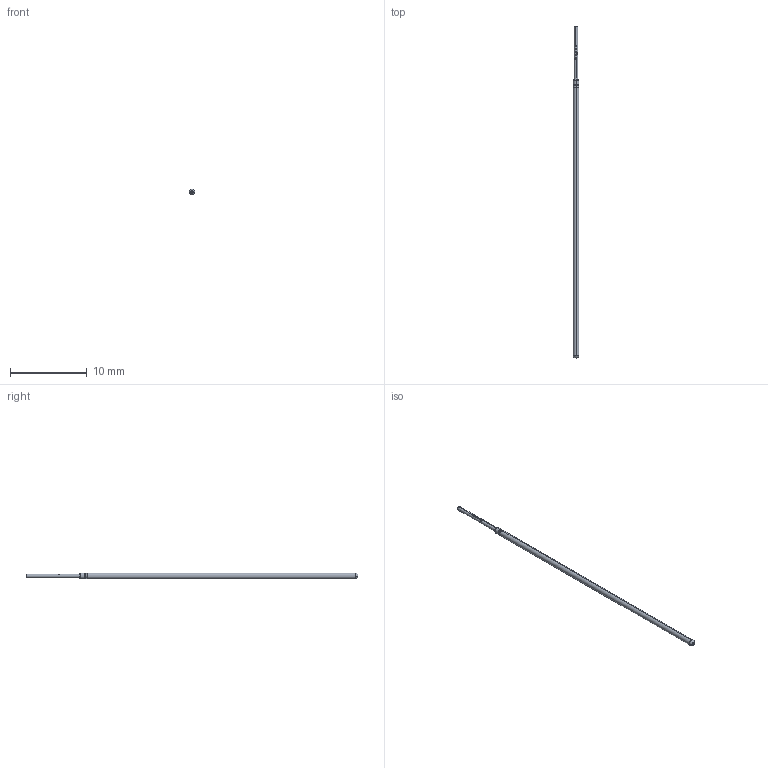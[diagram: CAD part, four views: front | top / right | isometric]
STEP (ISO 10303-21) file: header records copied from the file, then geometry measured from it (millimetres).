
FILE_DESCRIPTION (( 'STEP AP203' ), '1' );
FILE_NAME ('INGUN_GKS-050_303_050_A_xx00.STEP', '2021-09-14T08:35:04', ( 'ochi' ), ( '' ), 'SwSTEP 2.0', 'SolidWorks 2018', '' );
FILE_SCHEMA (( 'CONFIG_CONTROL_DESIGN' ));
Length unit declared in the file: millimetre
Products named in the file (1): INGUN_GKS-050_303_050_A_xx00
Bounding box: 0.78 x 43.2 x 0.78 mm (x, y, z)
Volume: 18.6 mm3; surface area: 100.4 mm2
Topology: 1 solids, 1 shells, 84 faces, 234 edges, 150 vertices
Faces by surface type: bspline 51, cylinder 18, torus 8, plane 3, cone 2, sphere 2
Entity records: 3718 total; most frequent: CARTESIAN_POINT 1979, ORIENTED_EDGE 460, EDGE_CURVE 230, B_SPLINE_CURVE_WITH_KNOTS 175, DIRECTION 159, VERTEX_POINT 150, EDGE_LOOP 86, ADVANCED_FACE 84
